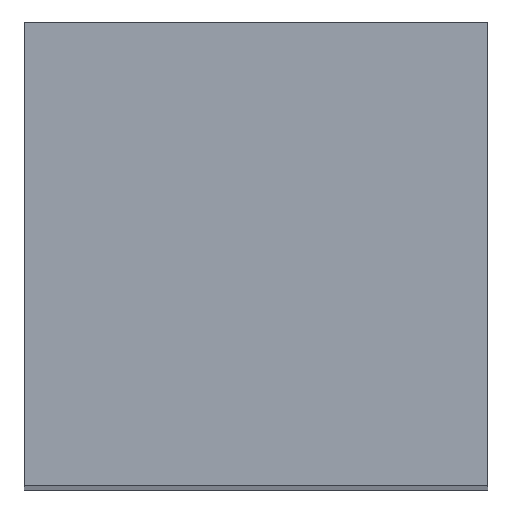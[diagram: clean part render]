
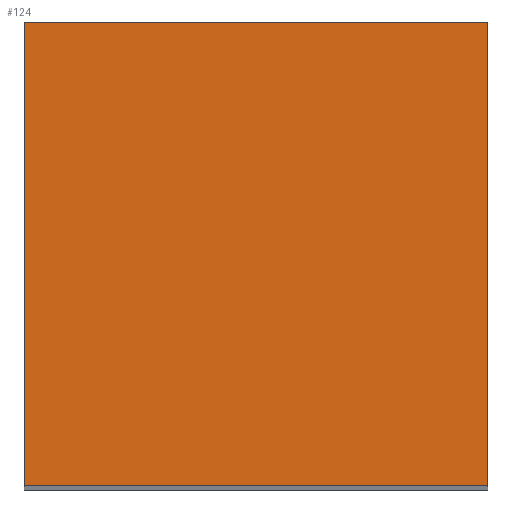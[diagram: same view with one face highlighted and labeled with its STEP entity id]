
A CAD part, top view. The second image highlights one B-rep face of the part: STEP entity #124.
In plain terms, the highlighted planar face has unit normal (0, 0, 1).
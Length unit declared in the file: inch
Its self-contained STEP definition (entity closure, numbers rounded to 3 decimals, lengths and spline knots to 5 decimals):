
#12 = ORIENTED_EDGE ( 'NONE', *, *, #132, .T. ) ;
#13 = ORIENTED_EDGE ( 'NONE', *, *, #134, .F. ) ;
#14 = ORIENTED_EDGE ( 'NONE', *, *, #133, .T. ) ;
#15 = ORIENTED_EDGE ( 'NONE', *, *, #128, .F. ) ;
#47 = PLANE ( 'NONE',  #161 ) ;
#48 = CARTESIAN_POINT ( 'NONE',  ( 0.5, 0.5, 0. ) ) ;
#49 = DIRECTION ( 'NONE',  ( 0., 0., -1. ) ) ;
#50 = DIRECTION ( 'NONE',  ( -1., 0., 0. ) ) ;
#54 = CARTESIAN_POINT ( 'NONE',  ( 0., 0., 0. ) ) ;
#61 = LINE ( 'NONE', #62, #165 ) ;
#62 = CARTESIAN_POINT ( 'NONE',  ( 0.5, 0.5, 0. ) ) ;
#63 = DIRECTION ( 'NONE',  ( 0., -1., 0. ) ) ;
#73 = LINE ( 'NONE', #74, #169 ) ;
#74 = CARTESIAN_POINT ( 'NONE',  ( 0.5, 0., 0. ) ) ;
#75 = DIRECTION ( 'NONE',  ( 1., 0., 0. ) ) ;
#76 = LINE ( 'NONE', #77, #171 ) ;
#77 = CARTESIAN_POINT ( 'NONE',  ( 0., 0.5, 0. ) ) ;
#78 = DIRECTION ( 'NONE',  ( 0., -1., 0. ) ) ;
#79 = LINE ( 'NONE', #80, #144 ) ;
#80 = CARTESIAN_POINT ( 'NONE',  ( 0.5, 0.5, 0. ) ) ;
#81 = DIRECTION ( 'NONE',  ( 1., 0., 0. ) ) ;
#82 = CARTESIAN_POINT ( 'NONE',  ( 0.5, 0.5, 0. ) ) ;
#84 = CARTESIAN_POINT ( 'NONE',  ( 0., 0.5, 0. ) ) ;
#85 = CARTESIAN_POINT ( 'NONE',  ( 0.5, 0., 0. ) ) ;
#124 = ADVANCED_FACE ( 'NONE', ( #158 ), #47, .F. ) ;
#128 = EDGE_CURVE ( 'NONE', #176, #196, #61, .T. ) ;
#132 = EDGE_CURVE ( 'NONE', #195, #196, #73, .T. ) ;
#133 = EDGE_CURVE ( 'NONE', #178, #195, #76, .T. ) ;
#134 = EDGE_CURVE ( 'NONE', #178, #176, #79, .T. ) ;
#144 = VECTOR ( 'NONE', #81, 39.37008 ) ;
#158 = FACE_OUTER_BOUND ( 'NONE', #193, .T. ) ;
#161 = AXIS2_PLACEMENT_3D ( 'NONE', #48, #49, #50 ) ;
#165 = VECTOR ( 'NONE', #63, 39.37008 ) ;
#169 = VECTOR ( 'NONE', #75, 39.37008 ) ;
#171 = VECTOR ( 'NONE', #78, 39.37008 ) ;
#176 = VERTEX_POINT ( 'NONE', #82 ) ;
#178 = VERTEX_POINT ( 'NONE', #84 ) ;
#193 = EDGE_LOOP ( 'NONE', ( #12, #15, #13, #14 ) ) ;
#195 = VERTEX_POINT ( 'NONE', #54 ) ;
#196 = VERTEX_POINT ( 'NONE', #85 ) ;
